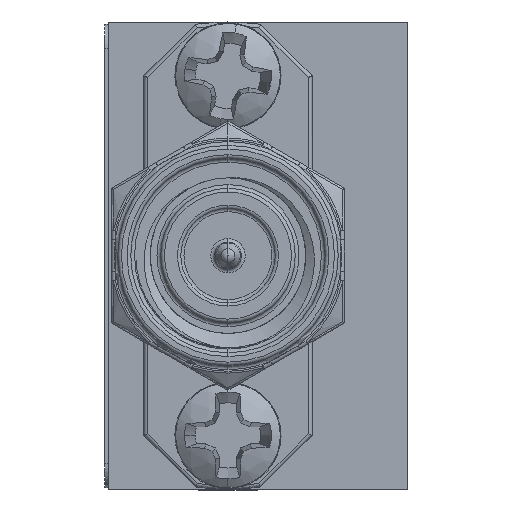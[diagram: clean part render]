
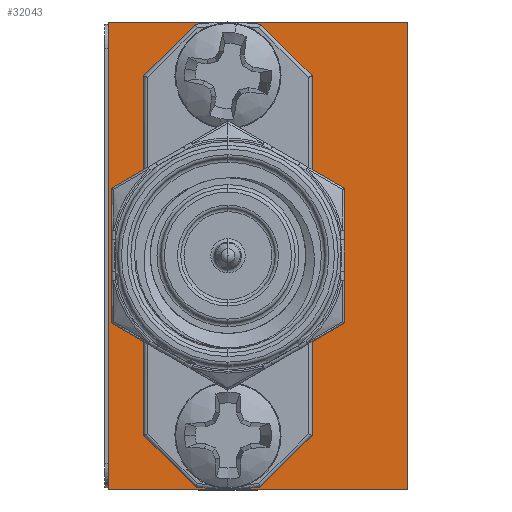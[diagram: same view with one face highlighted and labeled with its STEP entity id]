
A CAD part, left-side view. The second image highlights one B-rep face of the part: STEP entity #32043.
In plain terms, the highlighted planar face has unit normal (-1, 0, 0).
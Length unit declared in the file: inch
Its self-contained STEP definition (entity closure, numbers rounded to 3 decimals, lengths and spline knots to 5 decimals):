
#212 = DIRECTION ( 'NONE',  ( 0., 0., 1. ) ) ;
#717 = LINE ( 'NONE', #43395, #16456 ) ;
#1365 = EDGE_CURVE ( 'NONE', #23060, #33328, #33523, .T. ) ;
#2505 = DIRECTION ( 'NONE',  ( 0., -1., 0. ) ) ;
#2700 = VERTEX_POINT ( 'NONE', #8257 ) ;
#3070 = ORIENTED_EDGE ( 'NONE', *, *, #25974, .F. ) ;
#3138 = VERTEX_POINT ( 'NONE', #43291 ) ;
#4192 = DIRECTION ( 'NONE',  ( -1., 0., 0. ) ) ;
#5864 = VECTOR ( 'NONE', #2505, 39.37008 ) ;
#6875 = CARTESIAN_POINT ( 'NONE',  ( -0.83409, -0.18151, -0.60143 ) ) ;
#7248 = AXIS2_PLACEMENT_3D ( 'NONE', #28387, #43877, #47932 ) ;
#8257 = CARTESIAN_POINT ( 'NONE',  ( -0.83409, 0.05849, -0.00493 ) ) ;
#8551 = VECTOR ( 'NONE', #13836, 39.37008 ) ;
#8676 = VECTOR ( 'NONE', #21661, 39.37008 ) ;
#8756 = DIRECTION ( 'NONE',  ( 0., 0., 1. ) ) ;
#9275 = EDGE_LOOP ( 'NONE', ( #15444, #30873 ) ) ;
#9491 = CIRCLE ( 'NONE', #37940, 0.043 ) ;
#11666 = EDGE_CURVE ( 'NONE', #33328, #23060, #36684, .T. ) ;
#13688 = ORIENTED_EDGE ( 'NONE', *, *, #21428, .F. ) ;
#13836 = DIRECTION ( 'NONE',  ( 0., 0., 1. ) ) ;
#13889 = CARTESIAN_POINT ( 'NONE',  ( -0.83409, 0.21849, 0.02357 ) ) ;
#14024 = DIRECTION ( 'NONE',  ( 1., 0., 0. ) ) ;
#14273 = CARTESIAN_POINT ( 'NONE',  ( -0.83409, 0.05849, -0.48593 ) ) ;
#14855 = CIRCLE ( 'NONE', #18084, 0.043 ) ;
#15181 = CARTESIAN_POINT ( 'NONE',  ( -0.83409, 0.05849, -0.28893 ) ) ;
#15444 = ORIENTED_EDGE ( 'NONE', *, *, #1365, .F. ) ;
#16055 = AXIS2_PLACEMENT_3D ( 'NONE', #48818, #14024, #29036 ) ;
#16456 = VECTOR ( 'NONE', #212, 39.37008 ) ;
#16543 = CARTESIAN_POINT ( 'NONE',  ( -0.83409, -0.18151, 0.02357 ) ) ;
#16802 = VERTEX_POINT ( 'NONE', #23103 ) ;
#17189 = AXIS2_PLACEMENT_3D ( 'NONE', #45485, #39795, #23797 ) ;
#18084 = AXIS2_PLACEMENT_3D ( 'NONE', #26145, #44447, #33283 ) ;
#20518 = AXIS2_PLACEMENT_3D ( 'NONE', #28098, #4192, #8756 ) ;
#20712 = CARTESIAN_POINT ( 'NONE',  ( -0.83409, -0.18151, 0.02357 ) ) ;
#20944 = CARTESIAN_POINT ( 'NONE',  ( -0.83409, 0.05849, -0.18893 ) ) ;
#21358 = EDGE_CURVE ( 'NONE', #16802, #27349, #41392, .T. ) ;
#21428 = EDGE_CURVE ( 'NONE', #24655, #3138, #14855, .T. ) ;
#21661 = DIRECTION ( 'NONE',  ( 0., -1., 0. ) ) ;
#22057 = ORIENTED_EDGE ( 'NONE', *, *, #21358, .T. ) ;
#22482 = DIRECTION ( 'NONE',  ( 0., 0., 1. ) ) ;
#22727 = CARTESIAN_POINT ( 'NONE',  ( -0.83409, 0.05849, -0.52893 ) ) ;
#23060 = VERTEX_POINT ( 'NONE', #20944 ) ;
#23103 = CARTESIAN_POINT ( 'NONE',  ( -0.83409, 0.21849, -0.60143 ) ) ;
#23597 = CARTESIAN_POINT ( 'NONE',  ( -0.83409, 0.05849, -0.09093 ) ) ;
#23797 = DIRECTION ( 'NONE',  ( 0., 0., 1. ) ) ;
#24592 = AXIS2_PLACEMENT_3D ( 'NONE', #15181, #31175, #34014 ) ;
#24655 = VERTEX_POINT ( 'NONE', #14273 ) ;
#25478 = PLANE ( 'NONE',  #16055 ) ;
#25974 = EDGE_CURVE ( 'NONE', #34133, #37203, #33349, .T. ) ;
#26145 = CARTESIAN_POINT ( 'NONE',  ( -0.83409, 0.05849, -0.52893 ) ) ;
#27349 = VERTEX_POINT ( 'NONE', #6875 ) ;
#27621 = EDGE_LOOP ( 'NONE', ( #13688, #44665 ) ) ;
#28098 = CARTESIAN_POINT ( 'NONE',  ( -0.83409, 0.05849, -0.04793 ) ) ;
#28387 = CARTESIAN_POINT ( 'NONE',  ( -0.83409, 0.05849, -0.04793 ) ) ;
#29036 = DIRECTION ( 'NONE',  ( 0., 0., -1. ) ) ;
#29179 = EDGE_LOOP ( 'NONE', ( #41384, #22057, #42353, #3070 ) ) ;
#29184 = CIRCLE ( 'NONE', #7248, 0.043 ) ;
#30246 = CIRCLE ( 'NONE', #20518, 0.043 ) ;
#30855 = DIRECTION ( 'NONE',  ( -1., 0., 0. ) ) ;
#30873 = ORIENTED_EDGE ( 'NONE', *, *, #11666, .F. ) ;
#31158 = LINE ( 'NONE', #20712, #8551 ) ;
#31175 = DIRECTION ( 'NONE',  ( -1., 0., 0. ) ) ;
#32043 = ADVANCED_FACE ( 'NONE', ( #44266, #40467, #36659, #36918 ), #25478, .F. ) ;
#33283 = DIRECTION ( 'NONE',  ( 0., 0., 1. ) ) ;
#33328 = VERTEX_POINT ( 'NONE', #35114 ) ;
#33349 = LINE ( 'NONE', #37402, #8676 ) ;
#33523 = CIRCLE ( 'NONE', #24592, 0.1 ) ;
#33940 = EDGE_CURVE ( 'NONE', #42005, #2700, #29184, .T. ) ;
#34014 = DIRECTION ( 'NONE',  ( 0., 0., 1. ) ) ;
#34133 = VERTEX_POINT ( 'NONE', #13889 ) ;
#34653 = ORIENTED_EDGE ( 'NONE', *, *, #43310, .F. ) ;
#34769 = EDGE_LOOP ( 'NONE', ( #34653, #44978 ) ) ;
#35114 = CARTESIAN_POINT ( 'NONE',  ( -0.83409, 0.05849, -0.38893 ) ) ;
#36659 = FACE_BOUND ( 'NONE', #9275, .T. ) ;
#36684 = CIRCLE ( 'NONE', #17189, 0.1 ) ;
#36918 = FACE_OUTER_BOUND ( 'NONE', #29179, .T. ) ;
#37203 = VERTEX_POINT ( 'NONE', #16543 ) ;
#37402 = CARTESIAN_POINT ( 'NONE',  ( -0.83409, 0.43849, 0.02357 ) ) ;
#37940 = AXIS2_PLACEMENT_3D ( 'NONE', #22727, #30855, #22482 ) ;
#39795 = DIRECTION ( 'NONE',  ( -1., 0., 0. ) ) ;
#40467 = FACE_BOUND ( 'NONE', #34769, .T. ) ;
#41384 = ORIENTED_EDGE ( 'NONE', *, *, #41956, .F. ) ;
#41392 = LINE ( 'NONE', #49259, #5864 ) ;
#41956 = EDGE_CURVE ( 'NONE', #16802, #34133, #717, .T. ) ;
#42005 = VERTEX_POINT ( 'NONE', #23597 ) ;
#42353 = ORIENTED_EDGE ( 'NONE', *, *, #46617, .T. ) ;
#43291 = CARTESIAN_POINT ( 'NONE',  ( -0.83409, 0.05849, -0.57193 ) ) ;
#43310 = EDGE_CURVE ( 'NONE', #2700, #42005, #30246, .T. ) ;
#43395 = CARTESIAN_POINT ( 'NONE',  ( -0.83409, 0.21849, -0.60143 ) ) ;
#43877 = DIRECTION ( 'NONE',  ( -1., 0., 0. ) ) ;
#44266 = FACE_BOUND ( 'NONE', #27621, .T. ) ;
#44447 = DIRECTION ( 'NONE',  ( -1., 0., 0. ) ) ;
#44665 = ORIENTED_EDGE ( 'NONE', *, *, #49424, .F. ) ;
#44978 = ORIENTED_EDGE ( 'NONE', *, *, #33940, .F. ) ;
#45485 = CARTESIAN_POINT ( 'NONE',  ( -0.83409, 0.05849, -0.28893 ) ) ;
#46617 = EDGE_CURVE ( 'NONE', #27349, #37203, #31158, .T. ) ;
#47932 = DIRECTION ( 'NONE',  ( 0., 0., 1. ) ) ;
#48818 = CARTESIAN_POINT ( 'NONE',  ( -0.83409, 0.43849, 0.02357 ) ) ;
#49259 = CARTESIAN_POINT ( 'NONE',  ( -0.83409, 0.43849, -0.60143 ) ) ;
#49424 = EDGE_CURVE ( 'NONE', #3138, #24655, #9491, .T. ) ;
